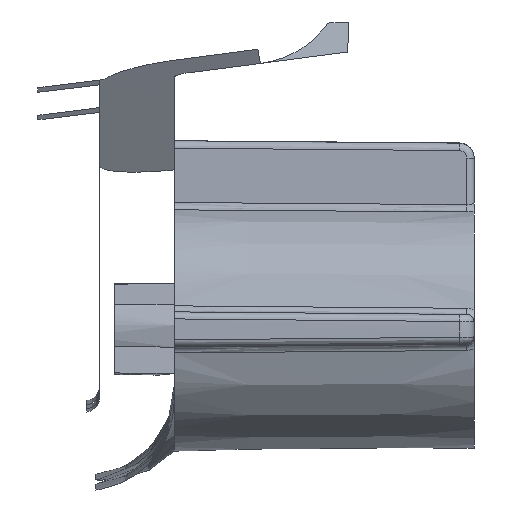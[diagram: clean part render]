
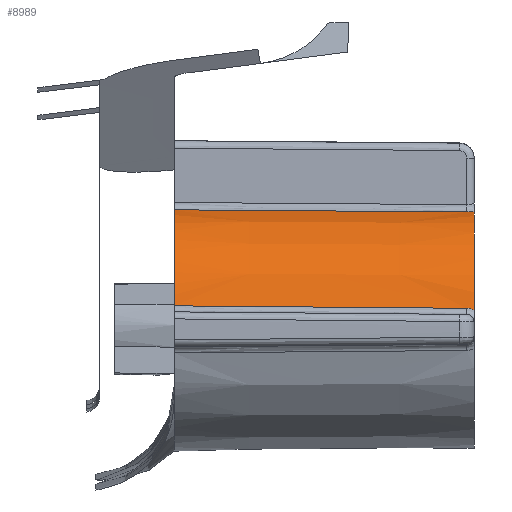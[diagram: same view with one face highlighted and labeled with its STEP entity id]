
A CAD part, left-side view. The second image highlights one B-rep face of the part: STEP entity #8989.
In plain terms, the highlighted conical face has half-angle 0.5 degrees and reference radius 4 mm.
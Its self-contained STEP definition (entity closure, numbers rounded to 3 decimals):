
#8989 = ADVANCED_FACE('',(#8990),#9011,.T.);
#8990 = FACE_BOUND('',#8991,.T.);
#8991 = EDGE_LOOP('',(#8992,#9021,#9046,#9068,#9087,#9104));
#8992 = ORIENTED_EDGE('',*,*,#8993,.T.);
#8993 = EDGE_CURVE('',#8994,#8996,#8998,.T.);
#8994 = VERTEX_POINT('',#8995);
#8995 = CARTESIAN_POINT('',(1617.559,-785.404,
    1460.717));
#8996 = VERTEX_POINT('',#8997);
#8997 = CARTESIAN_POINT('',(1617.478,-775.592,
    1460.788));
#8998 = SURFACE_CURVE('',#8999,(#9010),.PCURVE_S1.);
#8999 = B_SPLINE_CURVE_WITH_KNOTS('',3,(#9000,#9001,#9002,#9003,#9004,
    #9005,#9006,#9007,#9008,#9009),.UNSPECIFIED.,.F.,.F.,(4,3,3,4),(0.,
    0.051,0.255,1.),.UNSPECIFIED.);
#9000 = CARTESIAN_POINT('',(1617.559,-785.404,
    1460.717));
#9001 = CARTESIAN_POINT('',(1617.558,-785.237,
    1460.718));
#9002 = CARTESIAN_POINT('',(1617.556,-785.071,
    1460.719));
#9003 = CARTESIAN_POINT('',(1617.555,-784.904,
    1460.72));
#9004 = CARTESIAN_POINT('',(1617.55,-784.237,
    1460.725));
#9005 = CARTESIAN_POINT('',(1617.544,-783.571,
    1460.73));
#9006 = CARTESIAN_POINT('',(1617.538,-782.904,
    1460.735));
#9007 = CARTESIAN_POINT('',(1617.518,-780.467,
    1460.753));
#9008 = CARTESIAN_POINT('',(1617.498,-778.029,
    1460.771));
#9009 = CARTESIAN_POINT('',(1617.478,-775.592,
    1460.788));
#9010 = PCURVE('',#9011,#9016);
#9011 = CONICAL_SURFACE('',#9012,4.,0.009);
#9012 = AXIS2_PLACEMENT_3D('',#9013,#9014,#9015);
#9013 = CARTESIAN_POINT('',(1618.267,-785.652,
    1456.778));
#9014 = DIRECTION('',(0.,1.,0.));
#9015 = DIRECTION('',(1.,0.,0.));
#9016 = DEFINITIONAL_REPRESENTATION('',(#9017),#9020);
#9017 = B_SPLINE_CURVE_WITH_KNOTS('',1,(#9018,#9019),.UNSPECIFIED.,.F.,
  .F.,(2,2),(0.,1.),.PIECEWISE_BEZIER_KNOTS.);
#9018 = CARTESIAN_POINT('',(4.535,0.248));
#9019 = CARTESIAN_POINT('',(4.518,10.06));
#9020 = ( GEOMETRIC_REPRESENTATION_CONTEXT(2) 
PARAMETRIC_REPRESENTATION_CONTEXT() REPRESENTATION_CONTEXT('2D SPACE',''
  ) );
#9021 = ORIENTED_EDGE('',*,*,#9022,.T.);
#9022 = EDGE_CURVE('',#8996,#9023,#9025,.T.);
#9023 = VERTEX_POINT('',#9024);
#9024 = CARTESIAN_POINT('',(1614.256,-775.592,
    1457.567));
#9025 = SURFACE_CURVE('',#9026,(#9040),.PCURVE_S1.);
#9026 = B_SPLINE_CURVE_WITH_KNOTS('',3,(#9027,#9028,#9029,#9030,#9031,
    #9032,#9033,#9034,#9035,#9036,#9037,#9038,#9039),.UNSPECIFIED.,.F.,
  .F.,(4,3,3,3,4),(0.,0.286,0.571,0.857,1.),
  .UNSPECIFIED.);
#9027 = CARTESIAN_POINT('',(1617.478,-775.592,
    1460.788));
#9028 = CARTESIAN_POINT('',(1617.029,-775.592,
    1460.7));
#9029 = CARTESIAN_POINT('',(1616.589,-775.592,
    1460.533));
#9030 = CARTESIAN_POINT('',(1616.195,-775.592,
    1460.301));
#9031 = CARTESIAN_POINT('',(1615.8,-775.592,
    1460.069));
#9032 = CARTESIAN_POINT('',(1615.44,-775.592,
    1459.766));
#9033 = CARTESIAN_POINT('',(1615.145,-775.592,
    1459.416));
#9034 = CARTESIAN_POINT('',(1614.85,-775.592,
    1459.067));
#9035 = CARTESIAN_POINT('',(1614.611,-775.592,
    1458.662));
#9036 = CARTESIAN_POINT('',(1614.448,-775.592,
    1458.234));
#9037 = CARTESIAN_POINT('',(1614.365,-775.592,
    1458.018));
#9038 = CARTESIAN_POINT('',(1614.301,-775.592,
    1457.794));
#9039 = CARTESIAN_POINT('',(1614.256,-775.592,
    1457.567));
#9040 = PCURVE('',#9011,#9041);
#9041 = DEFINITIONAL_REPRESENTATION('',(#9042),#9045);
#9042 = B_SPLINE_CURVE_WITH_KNOTS('',1,(#9043,#9044),.UNSPECIFIED.,.F.,
  .F.,(2,2),(0.,1.),.PIECEWISE_BEZIER_KNOTS.);
#9043 = CARTESIAN_POINT('',(4.518,10.06));
#9044 = CARTESIAN_POINT('',(3.336,10.06));
#9045 = ( GEOMETRIC_REPRESENTATION_CONTEXT(2) 
PARAMETRIC_REPRESENTATION_CONTEXT() REPRESENTATION_CONTEXT('2D SPACE',''
  ) );
#9046 = ORIENTED_EDGE('',*,*,#9047,.T.);
#9047 = EDGE_CURVE('',#9023,#9048,#9050,.T.);
#9048 = VERTEX_POINT('',#9049);
#9049 = CARTESIAN_POINT('',(1614.328,-785.404,
    1457.485));
#9050 = SURFACE_CURVE('',#9051,(#9062),.PCURVE_S1.);
#9051 = B_SPLINE_CURVE_WITH_KNOTS('',3,(#9052,#9053,#9054,#9055,#9056,
    #9057,#9058,#9059,#9060,#9061),.UNSPECIFIED.,.F.,.F.,(4,3,3,4),(0.,
    0.082,0.898,1.),.UNSPECIFIED.);
#9052 = CARTESIAN_POINT('',(1614.256,-775.592,
    1457.567));
#9053 = CARTESIAN_POINT('',(1614.258,-775.861,
    1457.565));
#9054 = CARTESIAN_POINT('',(1614.26,-776.13,
    1457.563));
#9055 = CARTESIAN_POINT('',(1614.262,-776.4,
    1457.56));
#9056 = CARTESIAN_POINT('',(1614.282,-779.066,
    1457.538));
#9057 = CARTESIAN_POINT('',(1614.301,-781.733,
    1457.516));
#9058 = CARTESIAN_POINT('',(1614.321,-784.399,
    1457.494));
#9059 = CARTESIAN_POINT('',(1614.323,-784.734,
    1457.491));
#9060 = CARTESIAN_POINT('',(1614.326,-785.069,
    1457.488));
#9061 = CARTESIAN_POINT('',(1614.328,-785.404,
    1457.485));
#9062 = PCURVE('',#9011,#9063);
#9063 = DEFINITIONAL_REPRESENTATION('',(#9064),#9067);
#9064 = B_SPLINE_CURVE_WITH_KNOTS('',1,(#9065,#9066),.UNSPECIFIED.,.F.,
  .F.,(2,2),(0.,1.),.PIECEWISE_BEZIER_KNOTS.);
#9065 = CARTESIAN_POINT('',(3.336,10.06));
#9066 = CARTESIAN_POINT('',(3.319,0.248));
#9067 = ( GEOMETRIC_REPRESENTATION_CONTEXT(2) 
PARAMETRIC_REPRESENTATION_CONTEXT() REPRESENTATION_CONTEXT('2D SPACE',''
  ) );
#9068 = ORIENTED_EDGE('',*,*,#9069,.T.);
#9069 = EDGE_CURVE('',#9048,#9070,#9072,.T.);
#9070 = VERTEX_POINT('',#9071);
#9071 = CARTESIAN_POINT('',(1614.319,-785.652,
    1457.421));
#9072 = SURFACE_CURVE('',#9073,(#9081),.PCURVE_S1.);
#9073 = B_SPLINE_CURVE_WITH_KNOTS('',3,(#9074,#9075,#9076,#9077,#9078,
    #9079,#9080),.UNSPECIFIED.,.F.,.F.,(4,3,4),(0.,0.645,1.),
  .UNSPECIFIED.);
#9074 = CARTESIAN_POINT('',(1614.328,-785.404,
    1457.485));
#9075 = CARTESIAN_POINT('',(1614.329,-785.459,
    1457.485));
#9076 = CARTESIAN_POINT('',(1614.327,-785.515,
    1457.476));
#9077 = CARTESIAN_POINT('',(1614.325,-785.568,
    1457.458));
#9078 = CARTESIAN_POINT('',(1614.323,-785.597,
    1457.448));
#9079 = CARTESIAN_POINT('',(1614.321,-785.625,
    1457.436));
#9080 = CARTESIAN_POINT('',(1614.319,-785.652,
    1457.421));
#9081 = PCURVE('',#9011,#9082);
#9082 = DEFINITIONAL_REPRESENTATION('',(#9083),#9086);
#9083 = B_SPLINE_CURVE_WITH_KNOTS('',1,(#9084,#9085),.UNSPECIFIED.,.F.,
  .F.,(2,2),(0.,1.),.PIECEWISE_BEZIER_KNOTS.);
#9084 = CARTESIAN_POINT('',(3.319,0.248));
#9085 = CARTESIAN_POINT('',(3.303,0.));
#9086 = ( GEOMETRIC_REPRESENTATION_CONTEXT(2) 
PARAMETRIC_REPRESENTATION_CONTEXT() REPRESENTATION_CONTEXT('2D SPACE',''
  ) );
#9087 = ORIENTED_EDGE('',*,*,#9088,.T.);
#9088 = EDGE_CURVE('',#9070,#9089,#9091,.T.);
#9089 = VERTEX_POINT('',#9090);
#9090 = CARTESIAN_POINT('',(1617.623,-785.652,
    1460.725));
#9091 = SURFACE_CURVE('',#9092,(#9097),.PCURVE_S1.);
#9092 = CIRCLE('',#9093,4.);
#9093 = AXIS2_PLACEMENT_3D('',#9094,#9095,#9096);
#9094 = CARTESIAN_POINT('',(1618.267,-785.652,
    1456.778));
#9095 = DIRECTION('',(-0.,1.,0.));
#9096 = DIRECTION('',(1.,0.,0.));
#9097 = PCURVE('',#9011,#9098);
#9098 = DEFINITIONAL_REPRESENTATION('',(#9099),#9103);
#9099 = LINE('',#9100,#9101);
#9100 = CARTESIAN_POINT('',(0.,0.));
#9101 = VECTOR('',#9102,1.);
#9102 = DIRECTION('',(1.,0.));
#9103 = ( GEOMETRIC_REPRESENTATION_CONTEXT(2) 
PARAMETRIC_REPRESENTATION_CONTEXT() REPRESENTATION_CONTEXT('2D SPACE',''
  ) );
#9104 = ORIENTED_EDGE('',*,*,#9105,.T.);
#9105 = EDGE_CURVE('',#9089,#8994,#9106,.T.);
#9106 = SURFACE_CURVE('',#9107,(#9115),.PCURVE_S1.);
#9107 = B_SPLINE_CURVE_WITH_KNOTS('',3,(#9108,#9109,#9110,#9111,#9112,
    #9113,#9114),.UNSPECIFIED.,.F.,.F.,(4,3,4),(0.,0.355,1.),
  .UNSPECIFIED.);
#9108 = CARTESIAN_POINT('',(1617.623,-785.652,
    1460.725));
#9109 = CARTESIAN_POINT('',(1617.609,-785.625,
    1460.723));
#9110 = CARTESIAN_POINT('',(1617.596,-785.597,
    1460.721));
#9111 = CARTESIAN_POINT('',(1617.587,-785.568,
    1460.72));
#9112 = CARTESIAN_POINT('',(1617.569,-785.515,
    1460.717));
#9113 = CARTESIAN_POINT('',(1617.56,-785.459,
    1460.716));
#9114 = CARTESIAN_POINT('',(1617.559,-785.404,
    1460.717));
#9115 = PCURVE('',#9011,#9116);
#9116 = DEFINITIONAL_REPRESENTATION('',(#9117),#9120);
#9117 = B_SPLINE_CURVE_WITH_KNOTS('',1,(#9118,#9119),.UNSPECIFIED.,.F.,
  .F.,(2,2),(0.,1.),.PIECEWISE_BEZIER_KNOTS.);
#9118 = CARTESIAN_POINT('',(4.551,0.));
#9119 = CARTESIAN_POINT('',(4.535,0.248));
#9120 = ( GEOMETRIC_REPRESENTATION_CONTEXT(2) 
PARAMETRIC_REPRESENTATION_CONTEXT() REPRESENTATION_CONTEXT('2D SPACE',''
  ) );
